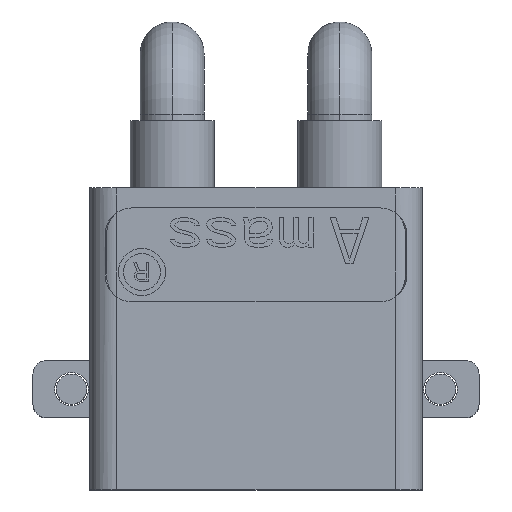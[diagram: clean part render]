
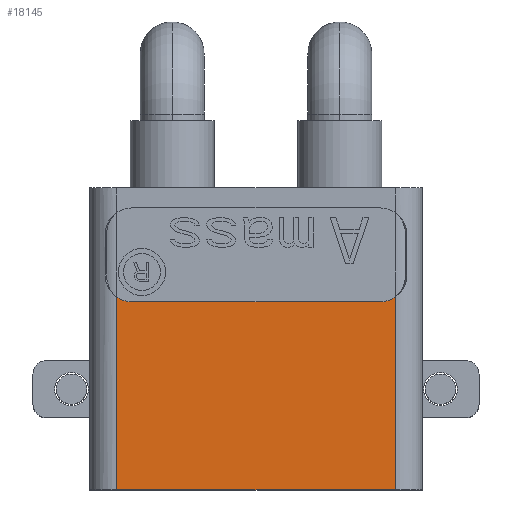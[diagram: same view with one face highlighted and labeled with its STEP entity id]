
A CAD part, top view. The second image highlights one B-rep face of the part: STEP entity #18145.
In plain terms, the highlighted planar face has unit normal (0, 0, 1).
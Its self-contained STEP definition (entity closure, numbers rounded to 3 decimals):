
#92 = DIRECTION ( 'NONE',  ( 1., 0., 0. ) ) ;
#335 = VECTOR ( 'NONE', #3448, 1000. ) ;
#504 = AXIS2_PLACEMENT_3D ( 'NONE', #8227, #3275, #10132 ) ;
#932 = EDGE_CURVE ( 'NONE', #3087, #1700, #11999, .T. ) ;
#1031 = VERTEX_POINT ( 'NONE', #16358 ) ;
#1700 = VERTEX_POINT ( 'NONE', #12502 ) ;
#2600 = LINE ( 'NONE', #21689, #13603 ) ;
#3087 = VERTEX_POINT ( 'NONE', #10129 ) ;
#3275 = DIRECTION ( 'NONE',  ( 0., 0., 1. ) ) ;
#3448 = DIRECTION ( 'NONE',  ( 0., 1., 0. ) ) ;
#3814 = CIRCLE ( 'NONE', #6682, 0.8 ) ;
#3984 = ORIENTED_EDGE ( 'NONE', *, *, #13323, .F. ) ;
#4370 = EDGE_CURVE ( 'NONE', #1031, #9006, #2600, .T. ) ;
#5443 = CARTESIAN_POINT ( 'NONE',  ( -4.15, -7.98, 5. ) ) ;
#5721 = CARTESIAN_POINT ( 'NONE',  ( -3.7, -2.379, 5. ) ) ;
#5751 = EDGE_CURVE ( 'NONE', #1031, #7825, #22039, .T. ) ;
#5801 = DIRECTION ( 'NONE',  ( 0., -1., 0. ) ) ;
#6682 = AXIS2_PLACEMENT_3D ( 'NONE', #12425, #7265, #5801 ) ;
#7265 = DIRECTION ( 'NONE',  ( 0., 0., 1. ) ) ;
#7825 = VERTEX_POINT ( 'NONE', #8728 ) ;
#8041 = EDGE_LOOP ( 'NONE', ( #20740, #22137, #17633, #21968, #10123, #3984 ) ) ;
#8227 = CARTESIAN_POINT ( 'NONE',  ( -3.7, -1.579, 5. ) ) ;
#8559 = AXIS2_PLACEMENT_3D ( 'NONE', #11777, #11661, #18503 ) ;
#8728 = CARTESIAN_POINT ( 'NONE',  ( -3.7, -2.379, 5. ) ) ;
#9006 = VERTEX_POINT ( 'NONE', #13308 ) ;
#9825 = CARTESIAN_POINT ( 'NONE',  ( 3.7, -2.379, 5. ) ) ;
#10123 = ORIENTED_EDGE ( 'NONE', *, *, #932, .T. ) ;
#10129 = CARTESIAN_POINT ( 'NONE',  ( 4.15, -7.98, 5. ) ) ;
#10132 = DIRECTION ( 'NONE',  ( -0.563, -0.827, 0. ) ) ;
#11661 = DIRECTION ( 'NONE',  ( 0., 0., 1. ) ) ;
#11777 = CARTESIAN_POINT ( 'NONE',  ( 0., -3.48, 5. ) ) ;
#11999 = LINE ( 'NONE', #18842, #335 ) ;
#12189 = LINE ( 'NONE', #5443, #18560 ) ;
#12299 = DIRECTION ( 'NONE',  ( 1., 0., 0. ) ) ;
#12425 = CARTESIAN_POINT ( 'NONE',  ( 3.7, -1.579, 5. ) ) ;
#12502 = CARTESIAN_POINT ( 'NONE',  ( 4.15, -2.241, 5. ) ) ;
#13308 = CARTESIAN_POINT ( 'NONE',  ( -4.15, -7.98, 5. ) ) ;
#13323 = EDGE_CURVE ( 'NONE', #21025, #1700, #3814, .T. ) ;
#13603 = VECTOR ( 'NONE', #21356, 1000. ) ;
#14144 = LINE ( 'NONE', #5721, #19016 ) ;
#15851 = EDGE_CURVE ( 'NONE', #9006, #3087, #12189, .T. ) ;
#16358 = CARTESIAN_POINT ( 'NONE',  ( -4.15, -2.241, 5. ) ) ;
#17633 = ORIENTED_EDGE ( 'NONE', *, *, #4370, .T. ) ;
#18145 = ADVANCED_FACE ( 'NONE', ( #21893 ), #18173, .T. ) ;
#18173 = PLANE ( 'NONE',  #8559 ) ;
#18503 = DIRECTION ( 'NONE',  ( 1., 0., 0. ) ) ;
#18560 = VECTOR ( 'NONE', #12299, 1000. ) ;
#18842 = CARTESIAN_POINT ( 'NONE',  ( 4.15, -7.98, 5. ) ) ;
#19016 = VECTOR ( 'NONE', #92, 1000. ) ;
#20740 = ORIENTED_EDGE ( 'NONE', *, *, #21542, .F. ) ;
#21025 = VERTEX_POINT ( 'NONE', #9825 ) ;
#21356 = DIRECTION ( 'NONE',  ( 0., -1., 0. ) ) ;
#21542 = EDGE_CURVE ( 'NONE', #7825, #21025, #14144, .T. ) ;
#21689 = CARTESIAN_POINT ( 'NONE',  ( -4.15, -2.241, 5. ) ) ;
#21893 = FACE_OUTER_BOUND ( 'NONE', #8041, .T. ) ;
#21968 = ORIENTED_EDGE ( 'NONE', *, *, #15851, .T. ) ;
#22039 = CIRCLE ( 'NONE', #504, 0.8 ) ;
#22137 = ORIENTED_EDGE ( 'NONE', *, *, #5751, .F. ) ;
